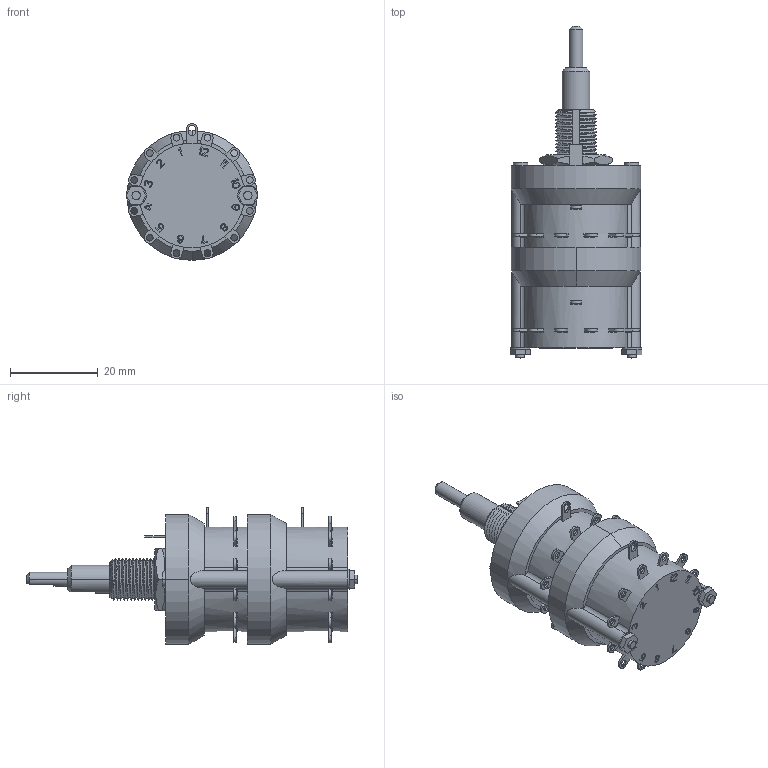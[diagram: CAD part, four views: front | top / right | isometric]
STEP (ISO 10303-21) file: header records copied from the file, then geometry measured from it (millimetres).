
FILE_DESCRIPTION((''),'2;1');
FILE_NAME('54ASM_ASM','2015-01-21T',('amercuri'),(''),'PRO/ENGINEER BY PARAMETRIC TECHNOLOGY CORPORATION, 2011490','PRO/ENGINEER BY PARAMETRIC TECHNOLOGY CORPORATION, 2011490','');
FILE_SCHEMA(('CONFIG_CONTROL_DESIGN'));
Length unit declared in the file: inch
Products named in the file (3): 54_AF0; 42C2002-1; 54ASM_ASM
Assembly tree (2 placements, depth 2):
  54ASM_ASM
    54_AF0
    42C2002-1
Bounding box: 29.98 x 75.46 x 31.06 mm (x, y, z)
Volume: 24185 mm3; surface area: 7738.7 mm2
Topology: 2 solids, 2 shells, 932 faces, 2562 edges, 1682 vertices
Faces by surface type: plane 749, cylinder 124, bspline 46, cone 13
Entity records: 42187 total; most frequent: CARTESIAN_POINT 18394, ORIENTED_EDGE 5124, DIRECTION 4553, EDGE_CURVE 2562, VECTOR 2031, LINE 2031, VERTEX_POINT 1682, AXIS2_PLACEMENT_3D 1261
